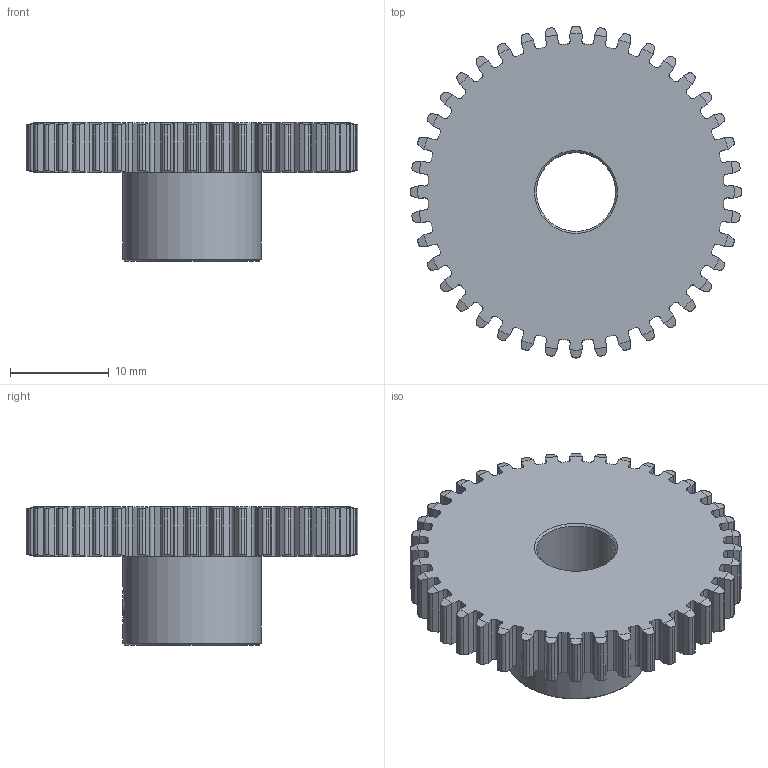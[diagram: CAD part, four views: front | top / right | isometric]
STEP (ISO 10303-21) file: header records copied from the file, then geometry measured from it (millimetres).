
FILE_DESCRIPTION( ( 'STEP AP203' ), '1' );
FILE_NAME( 'GEABP0_8-40-5-B-8_2_03.stp', ' ', ( ' ' ), ( ' ' ), 'PSStep 15.0.47', 'PARTsolutions', ' ' );
FILE_SCHEMA( ( 'CONFIG_CONTROL_DESIGN' ) );
Length unit declared in the file: millimetre
Products named in the file (3): GEABP0.8-40-5-B-8; _GEABP0.8-40-5-B-8_b; _SET-SCREW4-3
Assembly tree (2 placements, depth 2):
  GEABP0.8-40-5-B-8
    _GEABP0.8-40-5-B-8_b
    _SET-SCREW4-3
Bounding box: 33.6 x 33.6 x 14 mm (x, y, z)
Volume: 4618.1 mm3; surface area: 3312 mm2
Topology: 2 solids, 2 shells, 508 faces, 1339 edges, 836 vertices
Faces by surface type: cylinder 244, plane 177, cone 87
Full cylindrical faces by diameter (mm): 3.242 x1, 4 x1, 8 x1, 14 x1
Entity records: 16306 total; most frequent: CARTESIAN_POINT 4048, ORIENTED_EDGE 2648, DIRECTION 2442, EDGE_CURVE 1324, AXIS2_PLACEMENT_3D 929, VERTEX_POINT 833, LINE 584, VECTOR 584
